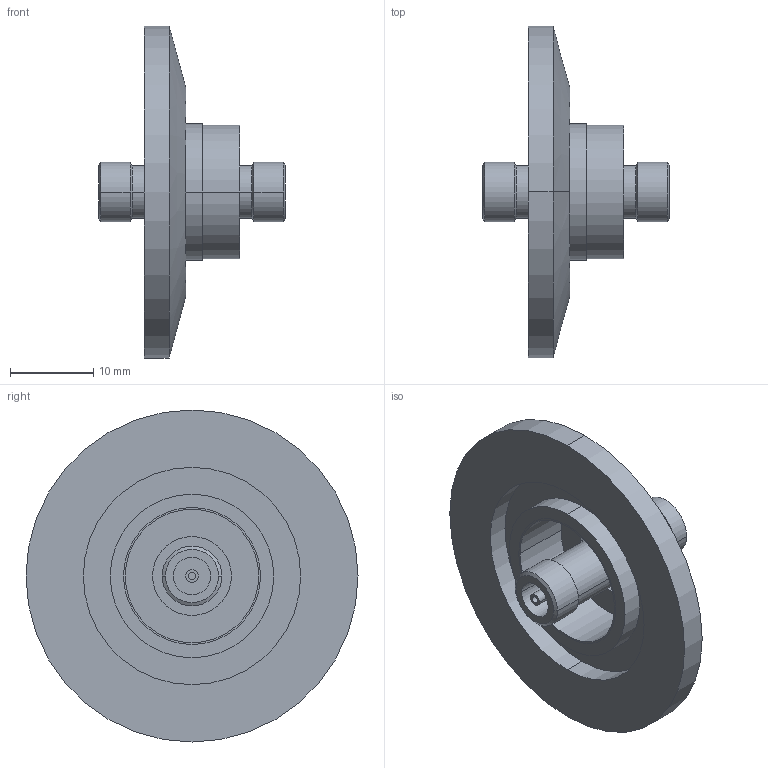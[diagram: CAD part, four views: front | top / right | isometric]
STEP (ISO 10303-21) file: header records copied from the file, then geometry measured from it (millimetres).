
FILE_DESCRIPTION (( 'STEP AP214' ), '1' );
FILE_NAME ('242-SMADF50-K25.STEP', '2016-12-22T10:02:55', ( '' ), ( '' ), 'SwSTEP 2.0', 'SolidWorks 2014', '' );
FILE_SCHEMA (( 'AUTOMOTIVE_DESIGN' ));
Length unit declared in the file: millimetre
Products named in the file (3): 9431-KF25-16.5_431-KF25-B; 242-SMADF50-K25; 242-SMADF50
Assembly tree (2 placements, depth 2):
  242-SMADF50-K25
    9431-KF25-16.5_431-KF25-B
    242-SMADF50
Bounding box: 22.5 x 40 x 40 mm (x, y, z)
Volume: 5047.2 mm3; surface area: 5196.4 mm2
Topology: 4 solids, 4 shells, 64 faces, 128 edges, 82 vertices
Faces by surface type: cylinder 36, plane 18, cone 10
Entity records: 2380 total; most frequent: DIRECTION 348, CARTESIAN_POINT 279, ORIENTED_EDGE 256, AXIS2_PLACEMENT_3D 151, EDGE_CURVE 128, VERTEX_POINT 82, CIRCLE 82, EDGE_LOOP 78
